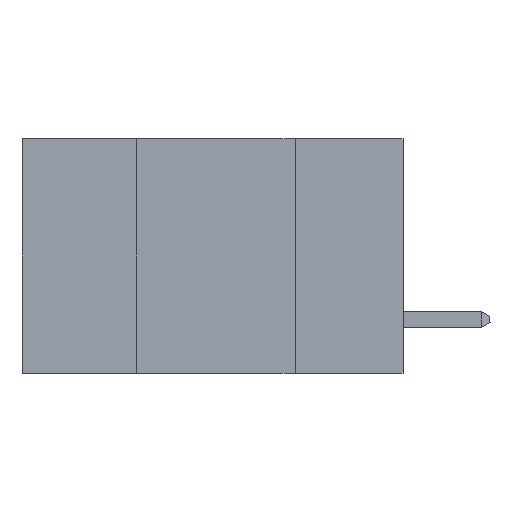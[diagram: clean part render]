
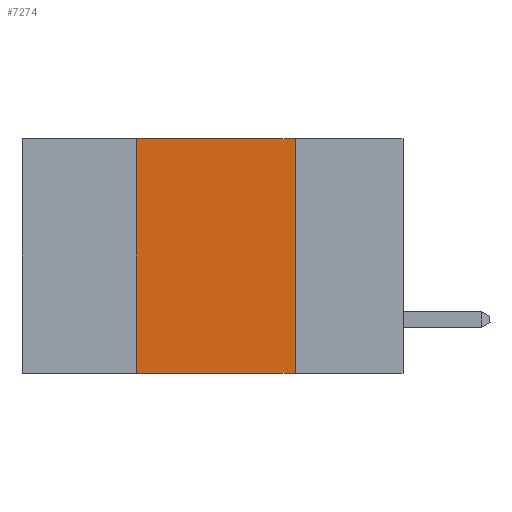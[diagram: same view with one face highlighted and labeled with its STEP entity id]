
A CAD part, left-side view. The second image highlights one B-rep face of the part: STEP entity #7274.
In plain terms, the highlighted planar face has unit normal (-1, 0, 0).
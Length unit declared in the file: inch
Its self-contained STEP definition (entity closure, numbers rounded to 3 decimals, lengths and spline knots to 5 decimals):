
#427 = CARTESIAN_POINT ( 'NONE',  ( 0., 0.6, 0. ) ) ;
#583 = VERTEX_POINT ( 'NONE', #5201 ) ;
#888 = EDGE_CURVE ( 'NONE', #7163, #10536, #8390, .T. ) ;
#900 = DIRECTION ( 'NONE',  ( 0., 0., -1. ) ) ;
#1267 = DIRECTION ( 'NONE',  ( 0., 0., 1. ) ) ;
#1366 = LINE ( 'NONE', #427, #7969 ) ;
#1627 = ORIENTED_EDGE ( 'NONE', *, *, #7121, .F. ) ;
#1806 = CARTESIAN_POINT ( 'NONE',  ( 0., 0.17, -0.37 ) ) ;
#1849 = ORIENTED_EDGE ( 'NONE', *, *, #4345, .F. ) ;
#2254 = CARTESIAN_POINT ( 'NONE',  ( 0., 0.42, -0.37 ) ) ;
#2842 = VECTOR ( 'NONE', #1267, 39.37008 ) ;
#2893 = CARTESIAN_POINT ( 'NONE',  ( 0., 0.42, 0. ) ) ;
#2953 = EDGE_LOOP ( 'NONE', ( #3693, #1627, #1849, #4192 ) ) ;
#3335 = AXIS2_PLACEMENT_3D ( 'NONE', #5688, #4093, #7255 ) ;
#3624 = CARTESIAN_POINT ( 'NONE',  ( 0., 0.6, -0.37 ) ) ;
#3693 = ORIENTED_EDGE ( 'NONE', *, *, #5537, .F. ) ;
#4093 = DIRECTION ( 'NONE',  ( 1., 0., 0. ) ) ;
#4192 = ORIENTED_EDGE ( 'NONE', *, *, #888, .T. ) ;
#4248 = FACE_OUTER_BOUND ( 'NONE', #2953, .T. ) ;
#4345 = EDGE_CURVE ( 'NONE', #7163, #583, #5473, .T. ) ;
#5201 = CARTESIAN_POINT ( 'NONE',  ( 0., 0.42, 0. ) ) ;
#5473 = LINE ( 'NONE', #2893, #2842 ) ;
#5537 = EDGE_CURVE ( 'NONE', #7281, #10536, #10751, .T. ) ;
#5688 = CARTESIAN_POINT ( 'NONE',  ( 0., 0.6, 0. ) ) ;
#5736 = CARTESIAN_POINT ( 'NONE',  ( 0., 0.17, 0. ) ) ;
#7121 = EDGE_CURVE ( 'NONE', #583, #7281, #1366, .T. ) ;
#7163 = VERTEX_POINT ( 'NONE', #2254 ) ;
#7255 = DIRECTION ( 'NONE',  ( 0., 0., -1. ) ) ;
#7274 = ADVANCED_FACE ( 'NONE', ( #4248 ), #9017, .F. ) ;
#7281 = VERTEX_POINT ( 'NONE', #10717 ) ;
#7765 = DIRECTION ( 'NONE',  ( 0., -1., 0. ) ) ;
#7868 = VECTOR ( 'NONE', #7765, 39.37008 ) ;
#7969 = VECTOR ( 'NONE', #8827, 39.37008 ) ;
#8390 = LINE ( 'NONE', #3624, #7868 ) ;
#8827 = DIRECTION ( 'NONE',  ( 0., -1., 0. ) ) ;
#9017 = PLANE ( 'NONE',  #3335 ) ;
#10485 = VECTOR ( 'NONE', #900, 39.37008 ) ;
#10536 = VERTEX_POINT ( 'NONE', #1806 ) ;
#10717 = CARTESIAN_POINT ( 'NONE',  ( 0., 0.17, 0. ) ) ;
#10751 = LINE ( 'NONE', #5736, #10485 ) ;
